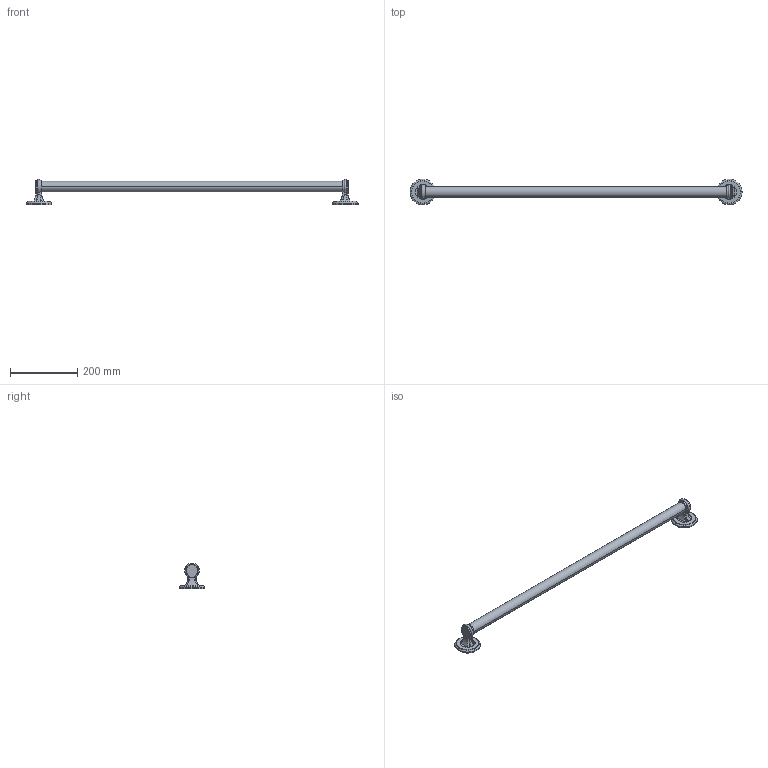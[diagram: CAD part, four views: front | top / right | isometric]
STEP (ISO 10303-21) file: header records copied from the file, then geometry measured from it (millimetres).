
FILE_DESCRIPTION((''),'2;1');
FILE_NAME('2765','2021-07-12T16:51:33',('jinson.thomas'),(''),'CREO PARAMETRIC BY PTC INC, 2018400','CREO PARAMETRIC BY PTC INC, 2018400','');
FILE_SCHEMA(('CONFIG_CONTROL_DESIGN'));
Length unit declared in the file: inch
Products named in the file (1): 2765
Bounding box: 990.6 x 76.2 x 76.12 mm (x, y, z)
Volume: 869114.9 mm3; surface area: 121831.5 mm2
Topology: 1 solids, 1 shells, 120 faces, 266 edges, 156 vertices
Faces by surface type: bspline 48, cylinder 38, plane 20, torus 14
Entity records: 5738 total; most frequent: CARTESIAN_POINT 3410, ORIENTED_EDGE 532, DIRECTION 354, EDGE_CURVE 266, VERTEX_POINT 156, AXIS2_PLACEMENT_3D 136, EDGE_LOOP 128, FACE_OUTER_BOUND 120
